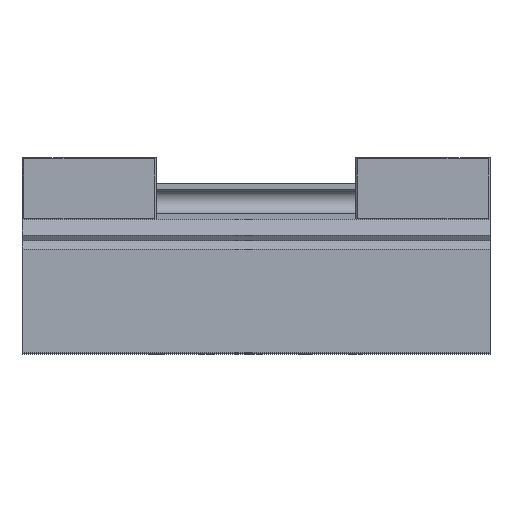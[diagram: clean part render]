
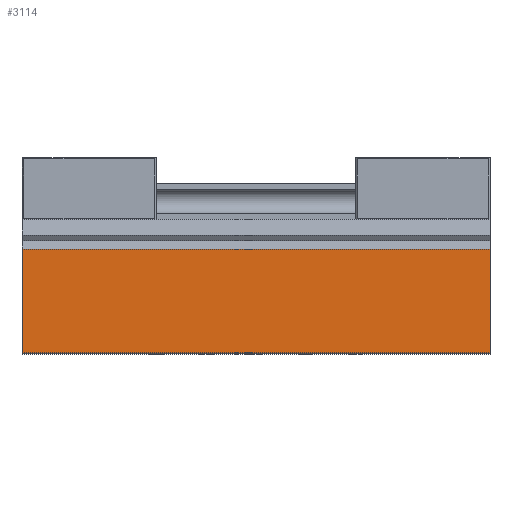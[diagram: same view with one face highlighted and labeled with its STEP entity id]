
A CAD part, top view. The second image highlights one B-rep face of the part: STEP entity #3114.
In plain terms, the highlighted planar face has unit normal (0, 0, 1).
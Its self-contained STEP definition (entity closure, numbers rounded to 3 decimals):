
#2166 = EDGE_CURVE( '', #3318, #4134, #6385, .T. );
#2824 = EDGE_CURVE( '', #6042, #3318, #7120, .T. );
#3114 = ADVANCED_FACE( '', ( #7445 ), #7446, .T. );
#3318 = VERTEX_POINT( '', #7669 );
#4134 = VERTEX_POINT( '', #8575 );
#4362 = EDGE_CURVE( '', #4830, #4134, #8821, .T. );
#4830 = VERTEX_POINT( '', #9348 );
#4896 = EDGE_CURVE( '', #6042, #4830, #9417, .T. );
#6042 = VERTEX_POINT( '', #10719 );
#6385 = LINE( '', #11109, #11110 );
#7120 = LINE( '', #12107, #12108 );
#7445 = FACE_OUTER_BOUND( '', #12554, .T. );
#7446 = PLANE( '', #12555 );
#7669 = CARTESIAN_POINT( '', ( -135., 60.345, 65. ) );
#8575 = CARTESIAN_POINT( '', ( -135., 0.5, 65. ) );
#8821 = LINE( '', #14448, #14449 );
#9348 = CARTESIAN_POINT( '', ( 135., 0.5, 65. ) );
#9417 = LINE( '', #15261, #15262 );
#10719 = CARTESIAN_POINT( '', ( 135., 60.345, 65. ) );
#11109 = CARTESIAN_POINT( '', ( -135., 60.345, 65. ) );
#11110 = VECTOR( '', #17521, 1. );
#12107 = CARTESIAN_POINT( '', ( 135., 60.345, 65. ) );
#12108 = VECTOR( '', #18431, 1. );
#12554 = EDGE_LOOP( '', ( #18818, #18819, #18820, #18821 ) );
#12555 = AXIS2_PLACEMENT_3D( '', #18822, #18823, #18824 );
#14448 = CARTESIAN_POINT( '', ( 135., 0.5, 65. ) );
#14449 = VECTOR( '', #20306, 1. );
#15261 = CARTESIAN_POINT( '', ( 135., 60.345, 65. ) );
#15262 = VECTOR( '', #20972, 1. );
#17521 = DIRECTION( '', ( 0., -1., 0. ) );
#18431 = DIRECTION( '', ( -1., 0., 0. ) );
#18818 = ORIENTED_EDGE( '', *, *, #2166, .T. );
#18819 = ORIENTED_EDGE( '', *, *, #4362, .F. );
#18820 = ORIENTED_EDGE( '', *, *, #4896, .F. );
#18821 = ORIENTED_EDGE( '', *, *, #2824, .T. );
#18822 = CARTESIAN_POINT( '', ( 135., 60.345, 65. ) );
#18823 = DIRECTION( '', ( 0., 0., 1. ) );
#18824 = DIRECTION( '', ( 0., 1., 0. ) );
#20306 = DIRECTION( '', ( -1., 0., 0. ) );
#20972 = DIRECTION( '', ( 0., -1., 0. ) );
